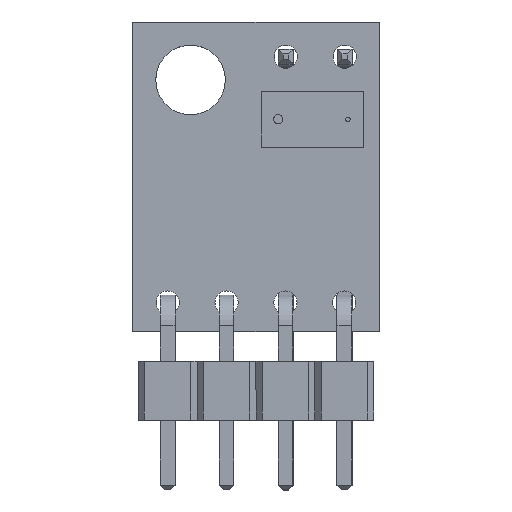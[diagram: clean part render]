
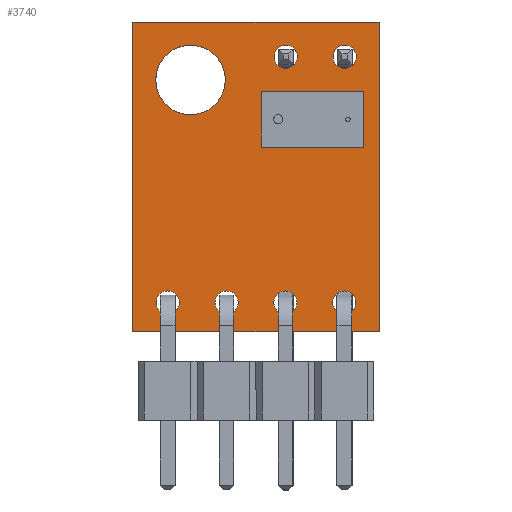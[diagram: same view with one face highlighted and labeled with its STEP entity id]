
A CAD part, top view. The second image highlights one B-rep face of the part: STEP entity #3740.
In plain terms, the highlighted planar face has unit normal (0, 0, 1).
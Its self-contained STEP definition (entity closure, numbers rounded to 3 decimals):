
#42=FACE_BOUND('',#558,.T.);
#43=FACE_BOUND('',#559,.T.);
#44=FACE_BOUND('',#560,.T.);
#45=FACE_BOUND('',#561,.T.);
#46=FACE_BOUND('',#562,.T.);
#47=FACE_BOUND('',#563,.T.);
#48=FACE_BOUND('',#564,.T.);
#49=FACE_BOUND('',#565,.T.);
#176=CIRCLE('',#4092,0.5);
#178=CIRCLE('',#4095,0.5);
#180=CIRCLE('',#4098,0.5);
#182=CIRCLE('',#4101,0.5);
#184=CIRCLE('',#4104,0.5);
#186=CIRCLE('',#4107,0.5);
#191=CIRCLE('',#4122,1.5);
#341=FACE_OUTER_BOUND('',#557,.T.);
#557=EDGE_LOOP('',(#3073,#3074,#3075,#3076));
#558=EDGE_LOOP('',(#3077));
#559=EDGE_LOOP('',(#3078));
#560=EDGE_LOOP('',(#3079));
#561=EDGE_LOOP('',(#3080));
#562=EDGE_LOOP('',(#3081));
#563=EDGE_LOOP('',(#3082));
#564=EDGE_LOOP('',(#3083,#3084,#3085,#3086));
#565=EDGE_LOOP('',(#3087));
#932=LINE('',#5843,#1397);
#936=LINE('',#5851,#1401);
#939=LINE('',#5857,#1404);
#942=LINE('',#5862,#1407);
#947=LINE('',#5878,#1412);
#950=LINE('',#5884,#1415);
#953=LINE('',#5890,#1418);
#956=LINE('',#5894,#1421);
#1397=VECTOR('',#4828,10.);
#1401=VECTOR('',#4834,10.);
#1404=VECTOR('',#4839,10.);
#1407=VECTOR('',#4844,10.);
#1412=VECTOR('',#4859,10.);
#1415=VECTOR('',#4864,10.);
#1418=VECTOR('',#4869,10.);
#1421=VECTOR('',#4874,10.);
#1761=VERTEX_POINT('',#5793);
#1763=VERTEX_POINT('',#5799);
#1765=VERTEX_POINT('',#5805);
#1767=VERTEX_POINT('',#5811);
#1769=VERTEX_POINT('',#5817);
#1771=VERTEX_POINT('',#5823);
#1776=VERTEX_POINT('',#5841);
#1777=VERTEX_POINT('',#5842);
#1780=VERTEX_POINT('',#5850);
#1782=VERTEX_POINT('',#5856);
#1784=VERTEX_POINT('',#5866);
#1788=VERTEX_POINT('',#5875);
#1789=VERTEX_POINT('',#5877);
#1791=VERTEX_POINT('',#5883);
#1793=VERTEX_POINT('',#5889);
#2194=EDGE_CURVE('',#1761,#1761,#176,.T.);
#2197=EDGE_CURVE('',#1763,#1763,#178,.T.);
#2200=EDGE_CURVE('',#1765,#1765,#180,.T.);
#2203=EDGE_CURVE('',#1767,#1767,#182,.T.);
#2206=EDGE_CURVE('',#1769,#1769,#184,.T.);
#2209=EDGE_CURVE('',#1771,#1771,#186,.T.);
#2216=EDGE_CURVE('',#1776,#1777,#932,.T.);
#2220=EDGE_CURVE('',#1777,#1780,#936,.T.);
#2223=EDGE_CURVE('',#1780,#1782,#939,.T.);
#2226=EDGE_CURVE('',#1782,#1776,#942,.T.);
#2228=EDGE_CURVE('',#1784,#1784,#191,.T.);
#2233=EDGE_CURVE('',#1789,#1788,#947,.T.);
#2236=EDGE_CURVE('',#1791,#1789,#950,.T.);
#2239=EDGE_CURVE('',#1793,#1791,#953,.T.);
#2242=EDGE_CURVE('',#1788,#1793,#956,.T.);
#3073=ORIENTED_EDGE('',*,*,#2242,.T.);
#3074=ORIENTED_EDGE('',*,*,#2239,.T.);
#3075=ORIENTED_EDGE('',*,*,#2236,.T.);
#3076=ORIENTED_EDGE('',*,*,#2233,.T.);
#3077=ORIENTED_EDGE('',*,*,#2194,.T.);
#3078=ORIENTED_EDGE('',*,*,#2197,.T.);
#3079=ORIENTED_EDGE('',*,*,#2200,.T.);
#3080=ORIENTED_EDGE('',*,*,#2203,.T.);
#3081=ORIENTED_EDGE('',*,*,#2206,.T.);
#3082=ORIENTED_EDGE('',*,*,#2209,.T.);
#3083=ORIENTED_EDGE('',*,*,#2216,.T.);
#3084=ORIENTED_EDGE('',*,*,#2220,.T.);
#3085=ORIENTED_EDGE('',*,*,#2223,.T.);
#3086=ORIENTED_EDGE('',*,*,#2226,.T.);
#3087=ORIENTED_EDGE('',*,*,#2228,.T.);
#3538=PLANE('',#4128);
#3740=ADVANCED_FACE('',(#341,#42,#43,#44,#45,#46,#47,#48,#49),#3538,.T.);
#4092=AXIS2_PLACEMENT_3D('',#5795,#4771,#4772);
#4095=AXIS2_PLACEMENT_3D('',#5801,#4778,#4779);
#4098=AXIS2_PLACEMENT_3D('',#5807,#4785,#4786);
#4101=AXIS2_PLACEMENT_3D('',#5813,#4792,#4793);
#4104=AXIS2_PLACEMENT_3D('',#5819,#4799,#4800);
#4107=AXIS2_PLACEMENT_3D('',#5825,#4806,#4807);
#4122=AXIS2_PLACEMENT_3D('',#5867,#4850,#4851);
#4128=AXIS2_PLACEMENT_3D('',#5895,#4875,#4876);
#4771=DIRECTION('center_axis',(0.,0.,-1.));
#4772=DIRECTION('ref_axis',(-1.,0.,0.));
#4778=DIRECTION('center_axis',(0.,0.,-1.));
#4779=DIRECTION('ref_axis',(-1.,0.,0.));
#4785=DIRECTION('center_axis',(0.,0.,-1.));
#4786=DIRECTION('ref_axis',(-1.,0.,0.));
#4792=DIRECTION('center_axis',(0.,0.,-1.));
#4793=DIRECTION('ref_axis',(-1.,0.,0.));
#4799=DIRECTION('center_axis',(0.,0.,-1.));
#4800=DIRECTION('ref_axis',(-1.,0.,0.));
#4806=DIRECTION('center_axis',(0.,0.,-1.));
#4807=DIRECTION('ref_axis',(-1.,0.,0.));
#4828=DIRECTION('',(0.,1.,0.));
#4834=DIRECTION('',(1.,0.,0.));
#4839=DIRECTION('',(0.,-1.,0.));
#4844=DIRECTION('',(-1.,0.,0.));
#4850=DIRECTION('center_axis',(0.,0.,-1.));
#4851=DIRECTION('ref_axis',(-1.,0.,0.));
#4859=DIRECTION('',(0.,-1.,0.));
#4864=DIRECTION('',(-1.,0.,0.));
#4869=DIRECTION('',(0.,1.,0.));
#4874=DIRECTION('',(1.,0.,0.));
#4875=DIRECTION('center_axis',(0.,0.,1.));
#4876=DIRECTION('ref_axis',(1.,0.,0.));
#5793=CARTESIAN_POINT('',(-6.095,-12.1,1.6));
#5795=CARTESIAN_POINT('Origin',(-6.595,-12.1,1.6));
#5799=CARTESIAN_POINT('',(-3.54,-1.5,1.6));
#5801=CARTESIAN_POINT('Origin',(-4.04,-1.5,1.6));
#5805=CARTESIAN_POINT('',(-8.635,-12.1,1.6));
#5807=CARTESIAN_POINT('Origin',(-9.135,-12.1,1.6));
#5811=CARTESIAN_POINT('',(-3.555,-12.1,1.6));
#5813=CARTESIAN_POINT('Origin',(-4.055,-12.1,1.6));
#5817=CARTESIAN_POINT('',(-1.015,-12.1,1.6));
#5819=CARTESIAN_POINT('Origin',(-1.515,-12.1,1.6));
#5823=CARTESIAN_POINT('',(-1.,-1.5,1.6));
#5825=CARTESIAN_POINT('Origin',(-1.5,-1.5,1.6));
#5841=CARTESIAN_POINT('',(-5.1,-5.4,1.6));
#5842=CARTESIAN_POINT('',(-5.1,-3.,1.6));
#5843=CARTESIAN_POINT('',(-5.1,-4.838,1.6));
#5850=CARTESIAN_POINT('',(-0.7,-3.,1.6));
#5851=CARTESIAN_POINT('',(-3.013,-3.,1.6));
#5856=CARTESIAN_POINT('',(-0.7,-5.4,1.6));
#5857=CARTESIAN_POINT('',(-0.7,-6.038,1.6));
#5862=CARTESIAN_POINT('',(-5.213,-5.4,1.6));
#5866=CARTESIAN_POINT('',(-6.65,-2.5,1.6));
#5867=CARTESIAN_POINT('Origin',(-8.15,-2.5,1.6));
#5875=CARTESIAN_POINT('',(-10.65,-13.35,1.6));
#5877=CARTESIAN_POINT('',(-10.65,0.,1.6));
#5878=CARTESIAN_POINT('',(-10.65,0.,1.6));
#5883=CARTESIAN_POINT('',(0.,0.,1.6));
#5884=CARTESIAN_POINT('',(0.,0.,1.6));
#5889=CARTESIAN_POINT('',(0.,-13.35,1.6));
#5890=CARTESIAN_POINT('',(0.,-13.35,1.6));
#5894=CARTESIAN_POINT('',(-10.65,-13.35,1.6));
#5895=CARTESIAN_POINT('Origin',(-5.325,-6.675,1.6));
